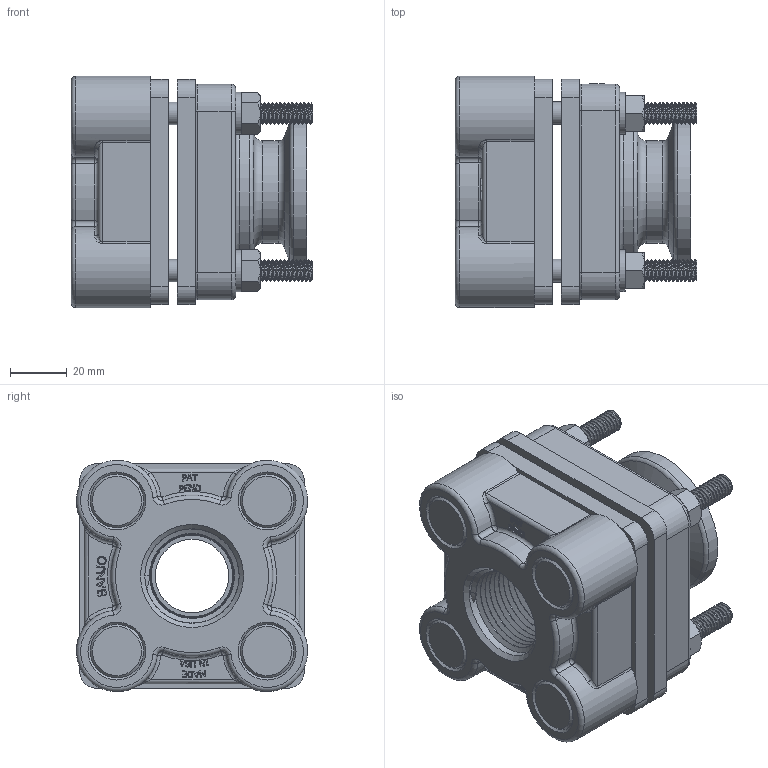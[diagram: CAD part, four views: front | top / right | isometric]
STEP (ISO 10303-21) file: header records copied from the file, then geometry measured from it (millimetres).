
FILE_DESCRIPTION(/* description */ ('1" Manifold Tank Flange, 2 3/4" Bolts'),/* implementation_level */ '2;1');
FILE_NAME(/* name */ 'MBF105.stp',/* time_stamp */ '2018-09-28T11:51:54-04:00',/* author */ ('areid'),/* organization */ (''),/* preprocessor_version */ 'ST-DEVELOPER v17',/* originating_system */ 'Autodesk Inventor 2018',/* authorisation */ '');
FILE_SCHEMA (('AUTOMOTIVE_DESIGN { 1 0 10303 214 3 1 1 }'));
Length unit declared in the file: inch
Products named in the file (11): MBF105; BF101; BF109; BF304AT; BF304A; V10118; V10119; V10178; V10278X; VL1004; BF100GE
Assembly tree (23 placements, depth 3):
  MBF105
    BF100GE  x2
    BF101
    BF109  x4
    BF304AT  x4
      BF304A
    V10118  x4
    V10119  x4
    V10178
      V10278X
    VL1004
Bounding box: 85.42 x 81.69 x 81.69 mm (x, y, z)
Volume: 307781.9 mm3; surface area: 98952.4 mm2
Topology: 21 solids, 21 shells, 1146 faces, 2891 edges, 1861 vertices
Faces by surface type: plane 447, cylinder 360, cone 165, bspline 117, torus 53, sphere 4
Full cylindrical faces by diameter (mm): 6.223 x68, 7.751 x64, 7.938 x4, 8.636 x8, 8.738 x4, 8.89 x4, 12.192 x4, 18.288 x4, 18.847 x8, 18.923 x4, 25.908 x1, 35.306 x1, 36.068 x1, 38.1 x2, 51.816 x1, 57.15 x1
Entity records: 26963 total; most frequent: CARTESIAN_POINT 10030, ORIENTED_EDGE 3604, DIRECTION 3096, EDGE_CURVE 1802, VERTEX_POINT 1172, LINE 1044, VECTOR 1044, AXIS2_PLACEMENT_3D 1026
